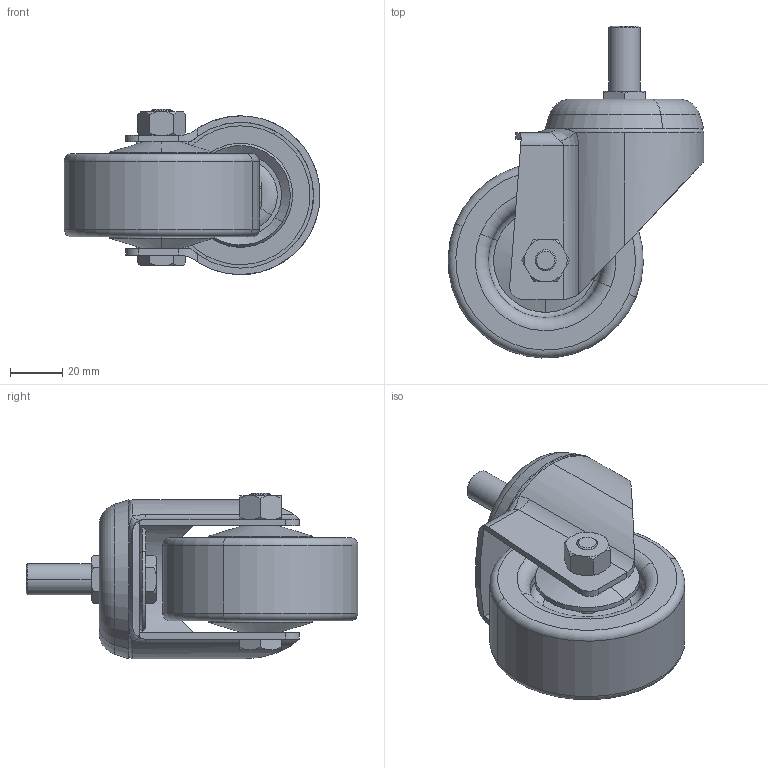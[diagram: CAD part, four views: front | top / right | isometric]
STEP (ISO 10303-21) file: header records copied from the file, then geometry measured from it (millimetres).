
FILE_DESCRIPTION (( 'STEP AP214' ), '1' );
FILE_NAME ('A311 Êîëåñî áåç òîðìîçà O75 Ì12õ25.STEP', '2021-08-31T08:36:37', ( 'Windows User' ), ( '' ), 'SwSTEP 2.0', 'SolidWorks 2021', '' );
FILE_SCHEMA (( 'AUTOMOTIVE_DESIGN' ));
Length unit declared in the file: millimetre
Products named in the file (9): ﾇ瓊頸濱00; A311 蹴濋趌00; A311 Êîëåñî áåç òîðìîçà O75 Ì12õ25; Êðûøêà_00; 扻錼勷_00; 昢膼瘔膻嬅00; 瓔螵00; A311 鍔錓_00; 鍔錓_00
Assembly tree (9 placements, depth 2):
  A311 Êîëåñî áåç òîðìîçà O75 Ì12õ25
    昢膼瘔膻嬅00
    鍔錓_00
    瓔螵00
    Êðûøêà_00
    扻錼勷_00
    ﾇ瓊頸濱00  x2
    A311 鍔錓_00
    A311 蹴濋趌00
Bounding box: 98.26 x 127.47 x 63.5 mm (x, y, z)
Volume: 162574.4 mm3; surface area: 63316.8 mm2
Topology: 9 solids, 9 shells, 207 faces, 490 edges, 308 vertices
Faces by surface type: plane 61, cone 60, cylinder 51, torus 26, bspline 9
Entity records: 7083 total; most frequent: CARTESIAN_POINT 2110, DIRECTION 942, ORIENTED_EDGE 928, EDGE_CURVE 464, AXIS2_PLACEMENT_3D 386, VERTEX_POINT 292, EDGE_LOOP 216, ADVANCED_FACE 194
